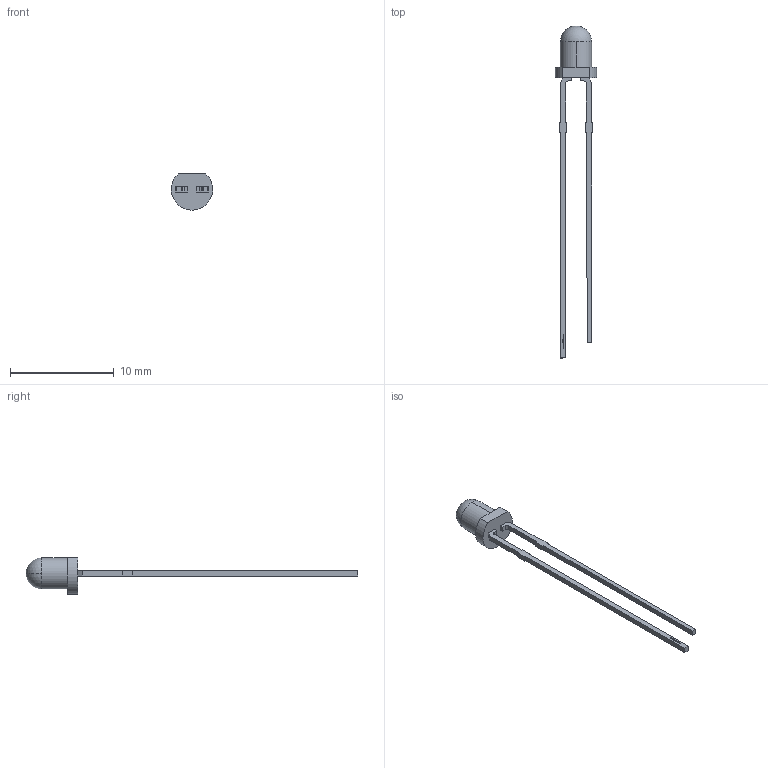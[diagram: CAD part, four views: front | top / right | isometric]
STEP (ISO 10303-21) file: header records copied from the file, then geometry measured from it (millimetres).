
FILE_DESCRIPTION (( 'STEP AP214' ), '1' );
FILE_NAME ('1154.STEP', '2008-08-28T20:29:34', ( '' ), ( '' ), 'SwSTEP 2.0', 'SolidWorks 2008', '' );
FILE_SCHEMA (( 'AUTOMOTIVE_DESIGN' ));
Length unit declared in the file: millimetre
Products named in the file (1): 1154
Bounding box: 4 x 32 x 3.5 mm (x, y, z)
Volume: 49.4 mm3; surface area: 173 mm2
Topology: 3 solids, 3 shells, 328 faces, 883 edges, 587 vertices
Faces by surface type: plane 204, bspline 116, cylinder 6, sphere 2
Entity records: 19256 total; most frequent: CARTESIAN_POINT 8185, ORIENTED_EDGE 1762, DIRECTION 1091, EDGE_CURVE 881, VECTOR 633, LINE 633, VERTEX_POINT 587, EDGE_LOOP 356
